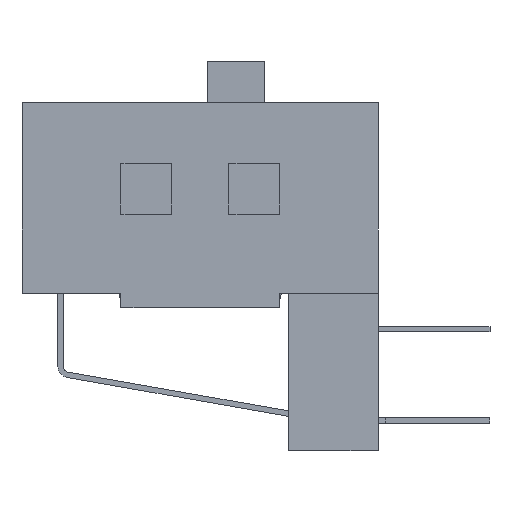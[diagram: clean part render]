
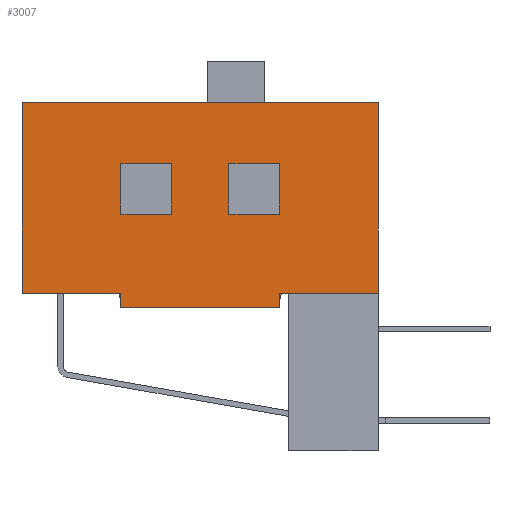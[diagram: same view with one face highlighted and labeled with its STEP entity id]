
A CAD part, left-side view. The second image highlights one B-rep face of the part: STEP entity #3007.
In plain terms, the highlighted planar face has unit normal (-1, 0, 0).
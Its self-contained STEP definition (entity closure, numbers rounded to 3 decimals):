
#3007 = ADVANCED_FACE( '', ( #5972, #5973, #5974 ), #5975, .F. );
#5972 = FACE_BOUND( '', #8951, .T. );
#5973 = FACE_OUTER_BOUND( '', #8952, .T. );
#5974 = FACE_BOUND( '', #8953, .T. );
#5975 = PLANE( '', #8954 );
#8951 = EDGE_LOOP( '', ( #17769, #17770, #17771, #17772 ) );
#8952 = EDGE_LOOP( '', ( #17773, #17774, #17775, #17776, #17777, #17778, #17779, #17780 ) );
#8953 = EDGE_LOOP( '', ( #17781, #17782, #17783, #17784 ) );
#8954 = AXIS2_PLACEMENT_3D( '', #17785, #17786, #17787 );
#17769 = ORIENTED_EDGE( '', *, *, #21776, .F. );
#17770 = ORIENTED_EDGE( '', *, *, #22250, .F. );
#17771 = ORIENTED_EDGE( '', *, *, #21824, .F. );
#17772 = ORIENTED_EDGE( '', *, *, #20221, .F. );
#17773 = ORIENTED_EDGE( '', *, *, #22088, .T. );
#17774 = ORIENTED_EDGE( '', *, *, #22251, .T. );
#17775 = ORIENTED_EDGE( '', *, *, #21378, .F. );
#17776 = ORIENTED_EDGE( '', *, *, #21869, .F. );
#17777 = ORIENTED_EDGE( '', *, *, #21290, .T. );
#17778 = ORIENTED_EDGE( '', *, *, #21714, .T. );
#17779 = ORIENTED_EDGE( '', *, *, #21041, .T. );
#17780 = ORIENTED_EDGE( '', *, *, #19823, .T. );
#17781 = ORIENTED_EDGE( '', *, *, #22029, .F. );
#17782 = ORIENTED_EDGE( '', *, *, #22252, .F. );
#17783 = ORIENTED_EDGE( '', *, *, #19637, .F. );
#17784 = ORIENTED_EDGE( '', *, *, #19628, .F. );
#17785 = CARTESIAN_POINT( '', ( -13.2, 4.95, 5.7 ) );
#17786 = DIRECTION( '', ( 1., 0., 0. ) );
#17787 = DIRECTION( '', ( 0., 1., 0. ) );
#19628 = EDGE_CURVE( '', #23820, #23822, #23823, .T. );
#19637 = EDGE_CURVE( '', #23822, #23836, #23837, .T. );
#19823 = EDGE_CURVE( '', #24149, #24147, #24150, .T. );
#20221 = EDGE_CURVE( '', #24791, #24793, #24794, .T. );
#21041 = EDGE_CURVE( '', #26048, #24149, #26049, .T. );
#21290 = EDGE_CURVE( '', #26412, #26410, #26413, .T. );
#21378 = EDGE_CURVE( '', #26525, #26526, #26527, .T. );
#21714 = EDGE_CURVE( '', #26410, #26048, #26958, .T. );
#21776 = EDGE_CURVE( '', #27033, #24791, #27036, .T. );
#21824 = EDGE_CURVE( '', #24793, #27091, #27092, .T. );
#21869 = EDGE_CURVE( '', #26412, #26525, #27145, .T. );
#22029 = EDGE_CURVE( '', #27329, #23820, #27332, .T. );
#22088 = EDGE_CURVE( '', #24147, #27395, #27397, .T. );
#22250 = EDGE_CURVE( '', #27091, #27033, #27569, .T. );
#22251 = EDGE_CURVE( '', #27395, #26526, #27570, .T. );
#22252 = EDGE_CURVE( '', #23836, #27329, #27571, .T. );
#23820 = VERTEX_POINT( '', #29853 );
#23822 = VERTEX_POINT( '', #29856 );
#23823 = LINE( '', #29857, #29858 );
#23836 = VERTEX_POINT( '', #29877 );
#23837 = LINE( '', #29878, #29879 );
#24147 = VERTEX_POINT( '', #30334 );
#24149 = VERTEX_POINT( '', #30337 );
#24150 = LINE( '', #30338, #30339 );
#24791 = VERTEX_POINT( '', #31541 );
#24793 = VERTEX_POINT( '', #31544 );
#24794 = LINE( '', #31545, #31546 );
#26048 = VERTEX_POINT( '', #33876 );
#26049 = LINE( '', #33877, #33878 );
#26410 = VERTEX_POINT( '', #34535 );
#26412 = VERTEX_POINT( '', #34538 );
#26413 = LINE( '', #34539, #34540 );
#26525 = VERTEX_POINT( '', #34725 );
#26526 = VERTEX_POINT( '', #34726 );
#26527 = LINE( '', #34727, #34728 );
#26958 = LINE( '', #35561, #35562 );
#27033 = VERTEX_POINT( '', #35676 );
#27036 = LINE( '', #35680, #35681 );
#27091 = VERTEX_POINT( '', #35765 );
#27092 = LINE( '', #35766, #35767 );
#27145 = LINE( '', #35925, #35926 );
#27329 = VERTEX_POINT( '', #36199 );
#27332 = LINE( '', #36203, #36204 );
#27395 = VERTEX_POINT( '', #36294 );
#27397 = LINE( '', #36297, #36298 );
#27569 = LINE( '', #36564, #36565 );
#27570 = LINE( '', #36566, #36567 );
#27571 = LINE( '', #36568, #36569 );
#29853 = CARTESIAN_POINT( '', ( -13.2, -0.8, 2.6 ) );
#29856 = CARTESIAN_POINT( '', ( -13.2, -2.2, 2.6 ) );
#29857 = CARTESIAN_POINT( '', ( -13.2, -0.8, 2.6 ) );
#29858 = VECTOR( '', #37428, 1000. );
#29877 = CARTESIAN_POINT( '', ( -13.2, -2.2, 4. ) );
#29878 = CARTESIAN_POINT( '', ( -13.2, -2.2, 2.6 ) );
#29879 = VECTOR( '', #37435, 1000. );
#30334 = CARTESIAN_POINT( '', ( -13.2, -2.2, 0. ) );
#30337 = CARTESIAN_POINT( '', ( -13.2, 2.2, 0. ) );
#30338 = CARTESIAN_POINT( '', ( -13.2, 4.95, 0. ) );
#30339 = VECTOR( '', #37585, 1000. );
#31541 = CARTESIAN_POINT( '', ( -13.2, 2.2, 2.6 ) );
#31544 = CARTESIAN_POINT( '', ( -13.2, 0.8, 2.6 ) );
#31545 = CARTESIAN_POINT( '', ( -13.2, 2.2, 2.6 ) );
#31546 = VECTOR( '', #37876, 1000. );
#33876 = CARTESIAN_POINT( '', ( -13.2, 2.2, 0.4 ) );
#33877 = CARTESIAN_POINT( '', ( -13.2, 2.2, 0.4 ) );
#33878 = VECTOR( '', #38470, 1000. );
#34535 = CARTESIAN_POINT( '', ( -13.2, 4.95, 0.4 ) );
#34538 = CARTESIAN_POINT( '', ( -13.2, 4.95, 5.7 ) );
#34539 = CARTESIAN_POINT( '', ( -13.2, 4.95, 5.7 ) );
#34540 = VECTOR( '', #38657, 1000. );
#34725 = CARTESIAN_POINT( '', ( -13.2, -4.95, 5.7 ) );
#34726 = CARTESIAN_POINT( '', ( -13.2, -4.95, 0.4 ) );
#34727 = CARTESIAN_POINT( '', ( -13.2, -4.95, 5.7 ) );
#34728 = VECTOR( '', #38711, 1000. );
#35561 = CARTESIAN_POINT( '', ( -13.2, 4.95, 0.4 ) );
#35562 = VECTOR( '', #38928, 1000. );
#35676 = CARTESIAN_POINT( '', ( -13.2, 2.2, 4. ) );
#35680 = CARTESIAN_POINT( '', ( -13.2, 2.2, 4. ) );
#35681 = VECTOR( '', #38969, 1000. );
#35765 = CARTESIAN_POINT( '', ( -13.2, 0.8, 4. ) );
#35766 = CARTESIAN_POINT( '', ( -13.2, 0.8, 2.6 ) );
#35767 = VECTOR( '', #38999, 1000. );
#35925 = CARTESIAN_POINT( '', ( -13.2, 4.95, 5.7 ) );
#35926 = VECTOR( '', #39014, 1000. );
#36199 = CARTESIAN_POINT( '', ( -13.2, -0.8, 4. ) );
#36203 = CARTESIAN_POINT( '', ( -13.2, -0.8, 4. ) );
#36204 = VECTOR( '', #39105, 1000. );
#36294 = CARTESIAN_POINT( '', ( -13.2, -2.2, 0.4 ) );
#36297 = CARTESIAN_POINT( '', ( -13.2, -2.2, 0. ) );
#36298 = VECTOR( '', #39134, 1000. );
#36564 = CARTESIAN_POINT( '', ( -13.2, 0.8, 4. ) );
#36565 = VECTOR( '', #39202, 1000. );
#36566 = CARTESIAN_POINT( '', ( -13.2, -2.2, 0.4 ) );
#36567 = VECTOR( '', #39203, 1000. );
#36568 = CARTESIAN_POINT( '', ( -13.2, -2.2, 4. ) );
#36569 = VECTOR( '', #39204, 1000. );
#37428 = DIRECTION( '', ( 0., -1., 0. ) );
#37435 = DIRECTION( '', ( 0., 0., 1. ) );
#37585 = DIRECTION( '', ( 0., -1., 0. ) );
#37876 = DIRECTION( '', ( 0., -1., 0. ) );
#38470 = DIRECTION( '', ( 0., 0., -1. ) );
#38657 = DIRECTION( '', ( 0., 0., -1. ) );
#38711 = DIRECTION( '', ( 0., 0., -1. ) );
#38928 = DIRECTION( '', ( 0., -1., 0. ) );
#38969 = DIRECTION( '', ( 0., 0., -1. ) );
#38999 = DIRECTION( '', ( 0., 0., 1. ) );
#39014 = DIRECTION( '', ( 0., -1., 0. ) );
#39105 = DIRECTION( '', ( 0., 0., -1. ) );
#39134 = DIRECTION( '', ( 0., 0., 1. ) );
#39202 = DIRECTION( '', ( 0., 1., 0. ) );
#39203 = DIRECTION( '', ( 0., -1., 0. ) );
#39204 = DIRECTION( '', ( 0., 1., 0. ) );
